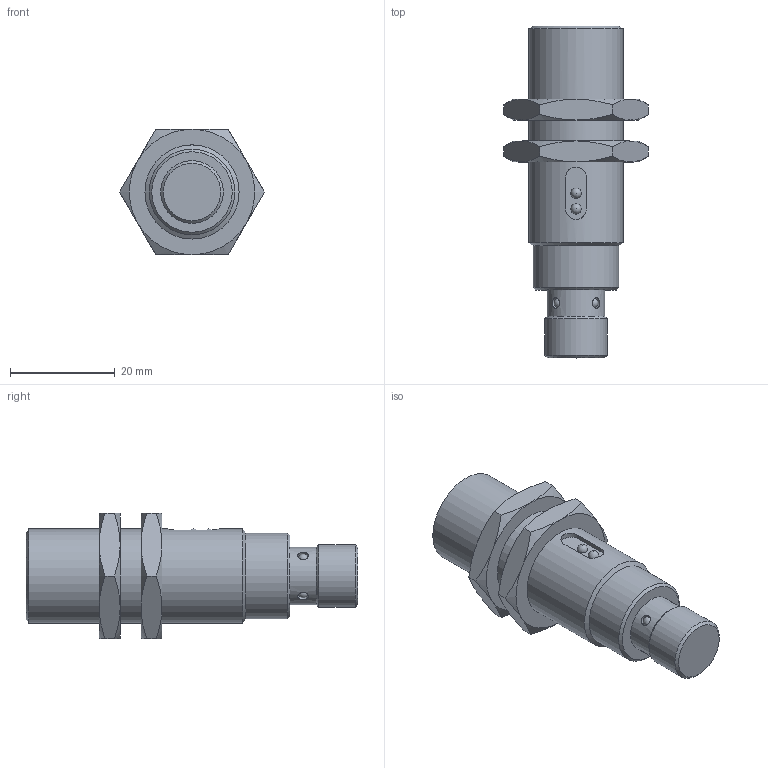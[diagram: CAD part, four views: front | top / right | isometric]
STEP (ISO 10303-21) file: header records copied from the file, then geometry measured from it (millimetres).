
FILE_DESCRIPTION(/* description */ (''),/* implementation_level */ '2;1');
FILE_NAME(/* name */ 'OE18042A.stp',/* time_stamp */ '2016-10-07T09:35:53+02:00',/* author */ ('mitarbeiter'),/* organization */ (''),/* preprocessor_version */ 'ST-DEVELOPER v15.2',/* originating_system */ 'Autodesk Inventor 2014',/* authorisation */ '');
FILE_SCHEMA (('AUTOMOTIVE_DESIGN { 1 0 10303 214 3 1 1 }'));
Length unit declared in the file: millimetre
Products named in the file (4): 1; 2; 3; OE18042A
Bounding box: 27.71 x 63.5 x 24 mm (x, y, z)
Volume: 15947 mm3; surface area: 5856.7 mm2
Topology: 3 solids, 3 shells, 81 faces, 176 edges, 109 vertices
Faces by surface type: cone 33, plane 28, cylinder 14, sphere 6
Full cylindrical faces by diameter (mm): 2 x4, 4 x2, 11 x1, 12 x1, 16.4 x1, 16.441 x2, 18 x1
Entity records: 2143 total; most frequent: CARTESIAN_POINT 588, DIRECTION 314, ORIENTED_EDGE 274, AXIS2_PLACEMENT_3D 147, EDGE_CURVE 137, EDGE_LOOP 120, VERTEX_POINT 97, FACE_OUTER_BOUND 81
